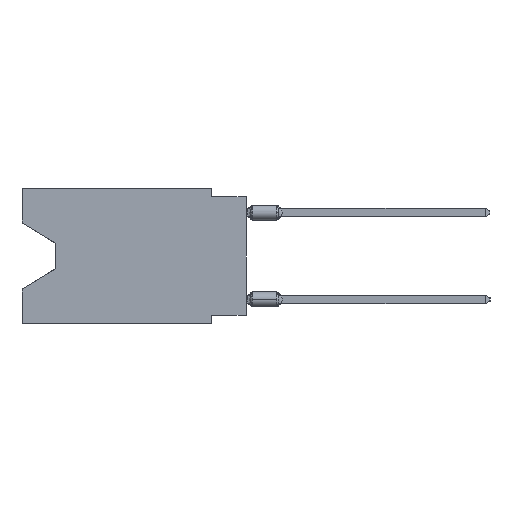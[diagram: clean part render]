
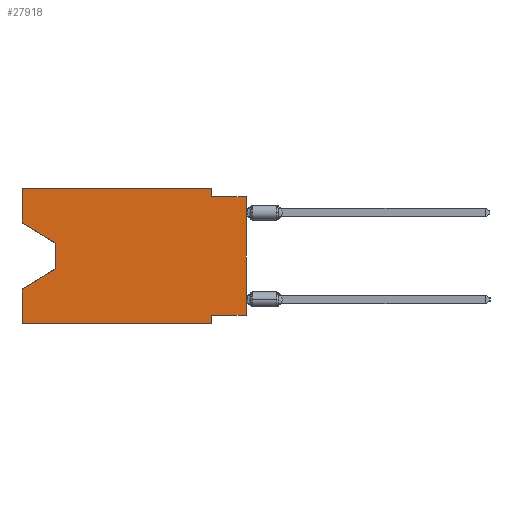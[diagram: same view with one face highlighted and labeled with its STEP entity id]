
A CAD part, left-side view. The second image highlights one B-rep face of the part: STEP entity #27918.
In plain terms, the highlighted planar face has unit normal (-1, 0, 0).
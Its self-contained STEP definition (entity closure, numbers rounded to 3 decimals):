
#257 = CARTESIAN_POINT ( 'NONE',  ( 0., 0., -9.271 ) ) ;
#297 = CARTESIAN_POINT ( 'NONE',  ( 0., 13.97, -5.893 ) ) ;
#845 = ORIENTED_EDGE ( 'NONE', *, *, #6253, .F. ) ;
#1559 = ORIENTED_EDGE ( 'NONE', *, *, #17235, .T. ) ;
#1648 = EDGE_CURVE ( 'NONE', #28619, #36470, #43075, .T. ) ;
#2620 = ORIENTED_EDGE ( 'NONE', *, *, #1648, .F. ) ;
#2846 = DIRECTION ( 'NONE',  ( 0., -0.855, -0.519 ) ) ;
#2950 = CARTESIAN_POINT ( 'NONE',  ( 0., 0., 0. ) ) ;
#3300 = CARTESIAN_POINT ( 'NONE',  ( 0., 0., -0.635 ) ) ;
#3836 = EDGE_CURVE ( 'NONE', #44135, #45564, #10181, .T. ) ;
#4880 = VECTOR ( 'NONE', #33842, 1000. ) ;
#5013 = AXIS2_PLACEMENT_3D ( 'NONE', #47284, #27199, #51342 ) ;
#5025 = CARTESIAN_POINT ( 'NONE',  ( 0., 16.383, -7.36 ) ) ;
#5308 = VECTOR ( 'NONE', #31369, 1000. ) ;
#6088 = CARTESIAN_POINT ( 'NONE',  ( 0., 2.54, 0. ) ) ;
#6253 = EDGE_CURVE ( 'NONE', #21787, #31820, #53597, .T. ) ;
#6932 = CARTESIAN_POINT ( 'NONE',  ( 0., 16.383, -2.546 ) ) ;
#7703 = CARTESIAN_POINT ( 'NONE',  ( 0., 2.54, -9.906 ) ) ;
#8935 = VECTOR ( 'NONE', #24251, 1000. ) ;
#10181 = LINE ( 'NONE', #6088, #44320 ) ;
#11240 = DIRECTION ( 'NONE',  ( 0., -1., 0. ) ) ;
#11705 = CARTESIAN_POINT ( 'NONE',  ( 0., 16.383, -9.906 ) ) ;
#12083 = CARTESIAN_POINT ( 'NONE',  ( 0., 16.383, 0. ) ) ;
#12520 = EDGE_CURVE ( 'NONE', #31820, #44135, #21108, .T. ) ;
#14495 = CARTESIAN_POINT ( 'NONE',  ( 0., 16.383, -9.906 ) ) ;
#14661 = CARTESIAN_POINT ( 'NONE',  ( 0., 2.54, -0.635 ) ) ;
#15910 = DIRECTION ( 'NONE',  ( 0., 0., -1. ) ) ;
#16383 = LINE ( 'NONE', #7703, #8935 ) ;
#16395 = ORIENTED_EDGE ( 'NONE', *, *, #26851, .F. ) ;
#17235 = EDGE_CURVE ( 'NONE', #25018, #31509, #48743, .T. ) ;
#18178 = ORIENTED_EDGE ( 'NONE', *, *, #3836, .F. ) ;
#19845 = DIRECTION ( 'NONE',  ( 0., -1., 0. ) ) ;
#19880 = VECTOR ( 'NONE', #34394, 1000. ) ;
#20305 = DIRECTION ( 'NONE',  ( 0., 0., 1. ) ) ;
#21108 = LINE ( 'NONE', #24917, #4880 ) ;
#21124 = VERTEX_POINT ( 'NONE', #11705 ) ;
#21459 = EDGE_CURVE ( 'NONE', #28619, #51875, #44188, .T. ) ;
#21787 = VERTEX_POINT ( 'NONE', #6932 ) ;
#22373 = LINE ( 'NONE', #14495, #50793 ) ;
#22581 = EDGE_CURVE ( 'NONE', #21787, #25018, #22932, .T. ) ;
#22854 = VECTOR ( 'NONE', #20305, 1000. ) ;
#22932 = LINE ( 'NONE', #43550, #22944 ) ;
#22944 = VECTOR ( 'NONE', #2846, 1000. ) ;
#23383 = FACE_OUTER_BOUND ( 'NONE', #51384, .T. ) ;
#23683 = VECTOR ( 'NONE', #33114, 1000. ) ;
#23818 = VERTEX_POINT ( 'NONE', #44904 ) ;
#24059 = ORIENTED_EDGE ( 'NONE', *, *, #34854, .T. ) ;
#24251 = DIRECTION ( 'NONE',  ( 0., 0., -1. ) ) ;
#24329 = CARTESIAN_POINT ( 'NONE',  ( 0., 13.97, -5.893 ) ) ;
#24917 = CARTESIAN_POINT ( 'NONE',  ( 0., 16.383, 0. ) ) ;
#25018 = VERTEX_POINT ( 'NONE', #28383 ) ;
#25756 = ORIENTED_EDGE ( 'NONE', *, *, #12520, .F. ) ;
#25937 = ORIENTED_EDGE ( 'NONE', *, *, #48785, .F. ) ;
#26225 = EDGE_CURVE ( 'NONE', #21124, #23818, #22373, .T. ) ;
#26270 = VECTOR ( 'NONE', #28636, 1000. ) ;
#26851 = EDGE_CURVE ( 'NONE', #45564, #51875, #40471, .T. ) ;
#26924 = PLANE ( 'NONE',  #5013 ) ;
#27199 = DIRECTION ( 'NONE',  ( 1., 0., 0. ) ) ;
#27918 = ADVANCED_FACE ( 'NONE', ( #23383 ), #26924, .F. ) ;
#28383 = CARTESIAN_POINT ( 'NONE',  ( 0., 13.97, -4.013 ) ) ;
#28619 = VERTEX_POINT ( 'NONE', #257 ) ;
#28636 = DIRECTION ( 'NONE',  ( 0., 0., 1. ) ) ;
#30080 = VECTOR ( 'NONE', #19845, 1000. ) ;
#31369 = DIRECTION ( 'NONE',  ( 0., 0., 1. ) ) ;
#31509 = VERTEX_POINT ( 'NONE', #24329 ) ;
#31820 = VERTEX_POINT ( 'NONE', #35870 ) ;
#33114 = DIRECTION ( 'NONE',  ( 0., 0.855, -0.519 ) ) ;
#33839 = VECTOR ( 'NONE', #15910, 1000. ) ;
#33842 = DIRECTION ( 'NONE',  ( 0., -1., 0. ) ) ;
#34394 = DIRECTION ( 'NONE',  ( 0., 1., 0. ) ) ;
#34653 = CARTESIAN_POINT ( 'NONE',  ( 0., 0., -9.271 ) ) ;
#34854 = EDGE_CURVE ( 'NONE', #31509, #45158, #44791, .T. ) ;
#34856 = DIRECTION ( 'NONE',  ( 0., 0., -1. ) ) ;
#35172 = LINE ( 'NONE', #51725, #5308 ) ;
#35870 = CARTESIAN_POINT ( 'NONE',  ( 0., 16.383, 0. ) ) ;
#36470 = VERTEX_POINT ( 'NONE', #52863 ) ;
#38443 = EDGE_CURVE ( 'NONE', #36470, #23818, #16383, .T. ) ;
#38853 = CARTESIAN_POINT ( 'NONE',  ( 0., 2.54, 0. ) ) ;
#40471 = LINE ( 'NONE', #3300, #30080 ) ;
#43075 = LINE ( 'NONE', #34653, #19880 ) ;
#43550 = CARTESIAN_POINT ( 'NONE',  ( 0., 16.383, -2.546 ) ) ;
#44135 = VERTEX_POINT ( 'NONE', #38853 ) ;
#44188 = LINE ( 'NONE', #2950, #22854 ) ;
#44320 = VECTOR ( 'NONE', #34856, 1000. ) ;
#44791 = LINE ( 'NONE', #297, #23683 ) ;
#44888 = ORIENTED_EDGE ( 'NONE', *, *, #38443, .F. ) ;
#44904 = CARTESIAN_POINT ( 'NONE',  ( 0., 2.54, -9.906 ) ) ;
#45158 = VERTEX_POINT ( 'NONE', #5025 ) ;
#45564 = VERTEX_POINT ( 'NONE', #14661 ) ;
#46177 = ORIENTED_EDGE ( 'NONE', *, *, #26225, .T. ) ;
#46283 = ORIENTED_EDGE ( 'NONE', *, *, #22581, .T. ) ;
#47284 = CARTESIAN_POINT ( 'NONE',  ( 0., 16.383, 0. ) ) ;
#48743 = LINE ( 'NONE', #53076, #33839 ) ;
#48785 = EDGE_CURVE ( 'NONE', #21124, #45158, #35172, .T. ) ;
#50793 = VECTOR ( 'NONE', #11240, 1000. ) ;
#51342 = DIRECTION ( 'NONE',  ( 0., 0., -1. ) ) ;
#51384 = EDGE_LOOP ( 'NONE', ( #46283, #1559, #24059, #25937, #46177, #44888, #2620, #51969, #16395, #18178, #25756, #845 ) ) ;
#51725 = CARTESIAN_POINT ( 'NONE',  ( 0., 16.383, 0. ) ) ;
#51875 = VERTEX_POINT ( 'NONE', #51976 ) ;
#51969 = ORIENTED_EDGE ( 'NONE', *, *, #21459, .T. ) ;
#51976 = CARTESIAN_POINT ( 'NONE',  ( 0., 0., -0.635 ) ) ;
#52863 = CARTESIAN_POINT ( 'NONE',  ( 0., 2.54, -9.271 ) ) ;
#53076 = CARTESIAN_POINT ( 'NONE',  ( 0., 13.97, -4.013 ) ) ;
#53597 = LINE ( 'NONE', #12083, #26270 ) ;
